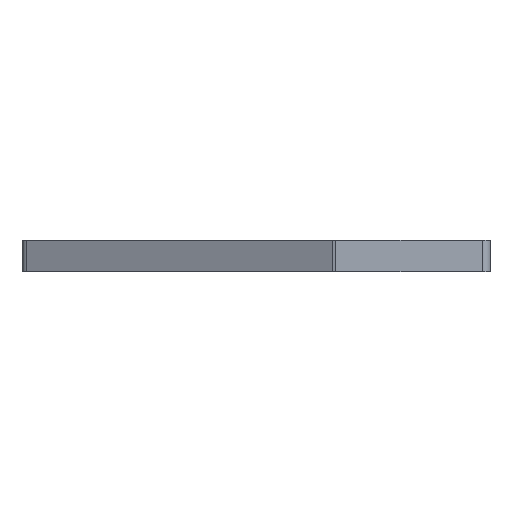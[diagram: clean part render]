
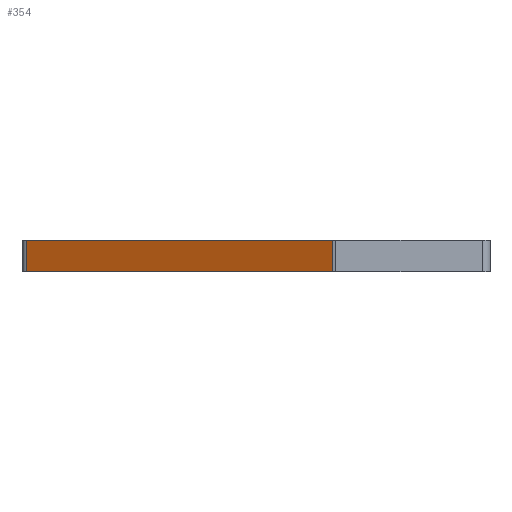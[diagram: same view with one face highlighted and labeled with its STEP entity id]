
A CAD part, front view. The second image highlights one B-rep face of the part: STEP entity #354.
In plain terms, the highlighted planar face has unit normal (-0.447, -0.894, 0).
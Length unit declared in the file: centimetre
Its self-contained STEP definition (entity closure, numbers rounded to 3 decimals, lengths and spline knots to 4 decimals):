
#56 = EDGE_CURVE ( 'NONE', #602, #58, #1199, .T. ) ;
#58 = VERTEX_POINT ( 'NONE', #831 ) ;
#70 = LINE ( 'NONE', #187, #932 ) ;
#115 = EDGE_CURVE ( 'NONE', #58, #969, #441, .T. ) ;
#168 = EDGE_LOOP ( 'NONE', ( #770, #486, #1256, #1004 ) ) ;
#182 = CARTESIAN_POINT ( 'NONE',  ( -5.9447, 1.9724, 0. ) ) ;
#187 = CARTESIAN_POINT ( 'NONE',  ( -5.9447, 1.9724, 0. ) ) ;
#246 = EDGE_CURVE ( 'NONE', #667, #602, #70, .T. ) ;
#281 = CARTESIAN_POINT ( 'NONE',  ( -2.0211, 0.0106, 0. ) ) ;
#354 = ADVANCED_FACE ( 'NONE', ( #1100 ), #498, .T. ) ;
#370 = DIRECTION ( 'NONE',  ( -0.894, 0.447, 0. ) ) ;
#427 = EDGE_CURVE ( 'NONE', #969, #667, #553, .T. ) ;
#441 = LINE ( 'NONE', #813, #476 ) ;
#476 = VECTOR ( 'NONE', #370, 100. ) ;
#486 = ORIENTED_EDGE ( 'NONE', *, *, #246, .T. ) ;
#498 = PLANE ( 'NONE',  #596 ) ;
#522 = VECTOR ( 'NONE', #835, 100. ) ;
#552 = DIRECTION ( 'NONE',  ( -0.447, -0.894, 0. ) ) ;
#553 = LINE ( 'NONE', #864, #522 ) ;
#596 = AXIS2_PLACEMENT_3D ( 'NONE', #628, #552, #1261 ) ;
#602 = VERTEX_POINT ( 'NONE', #281 ) ;
#628 = CARTESIAN_POINT ( 'NONE',  ( -6., 2., 0. ) ) ;
#651 = DIRECTION ( 'NONE',  ( 0., 0., 1. ) ) ;
#667 = VERTEX_POINT ( 'NONE', #182 ) ;
#677 = DIRECTION ( 'NONE',  ( 0.894, -0.447, 0. ) ) ;
#770 = ORIENTED_EDGE ( 'NONE', *, *, #427, .T. ) ;
#813 = CARTESIAN_POINT ( 'NONE',  ( -6., 2., 0.4 ) ) ;
#831 = CARTESIAN_POINT ( 'NONE',  ( -2.0211, 0.0106, 0.4 ) ) ;
#835 = DIRECTION ( 'NONE',  ( 0., 0., -1. ) ) ;
#864 = CARTESIAN_POINT ( 'NONE',  ( -5.9447, 1.9724, 0. ) ) ;
#932 = VECTOR ( 'NONE', #677, 100. ) ;
#935 = CARTESIAN_POINT ( 'NONE',  ( -5.9447, 1.9724, 0.4 ) ) ;
#969 = VERTEX_POINT ( 'NONE', #935 ) ;
#1004 = ORIENTED_EDGE ( 'NONE', *, *, #115, .T. ) ;
#1087 = CARTESIAN_POINT ( 'NONE',  ( -2.0211, 0.0106, 0. ) ) ;
#1100 = FACE_OUTER_BOUND ( 'NONE', #168, .T. ) ;
#1171 = VECTOR ( 'NONE', #651, 100. ) ;
#1199 = LINE ( 'NONE', #1087, #1171 ) ;
#1256 = ORIENTED_EDGE ( 'NONE', *, *, #56, .T. ) ;
#1261 = DIRECTION ( 'NONE',  ( 0.894, -0.447, 0. ) ) ;
